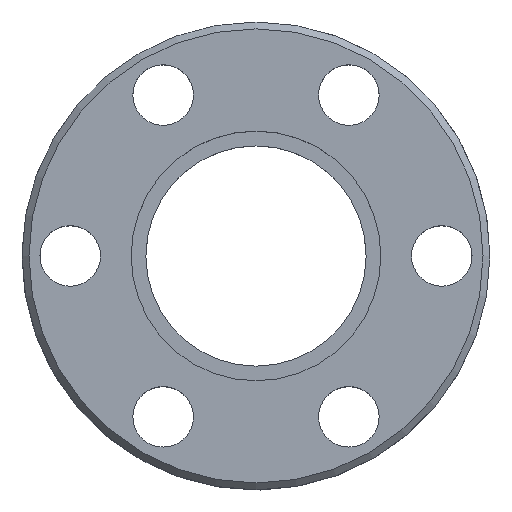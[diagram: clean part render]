
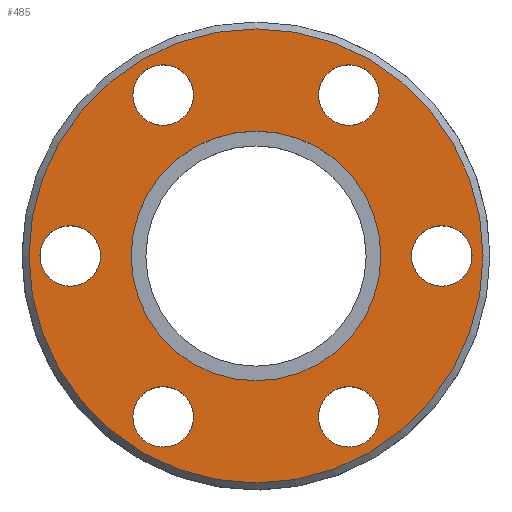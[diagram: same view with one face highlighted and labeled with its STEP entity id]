
A CAD part, top view. The second image highlights one B-rep face of the part: STEP entity #485.
In plain terms, the highlighted planar face has unit normal (0, 0, 1).
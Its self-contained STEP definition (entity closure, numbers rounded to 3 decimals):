
#20=FACE_BOUND('',#147,.T.);
#21=FACE_BOUND('',#148,.T.);
#22=FACE_BOUND('',#149,.T.);
#23=FACE_BOUND('',#150,.T.);
#24=FACE_BOUND('',#151,.T.);
#25=FACE_BOUND('',#152,.T.);
#26=FACE_BOUND('',#153,.T.);
#31=PLANE('',#572);
#115=FACE_OUTER_BOUND('',#146,.T.);
#146=EDGE_LOOP('',(#409));
#147=EDGE_LOOP('',(#410));
#148=EDGE_LOOP('',(#411));
#149=EDGE_LOOP('',(#412));
#150=EDGE_LOOP('',(#413));
#151=EDGE_LOOP('',(#414));
#152=EDGE_LOOP('',(#415));
#153=EDGE_LOOP('',(#416));
#166=CIRCLE('',#521,2.2);
#168=CIRCLE('',#524,2.2);
#170=CIRCLE('',#527,2.2);
#172=CIRCLE('',#530,2.2);
#174=CIRCLE('',#533,2.2);
#176=CIRCLE('',#536,2.2);
#189=CIRCLE('',#554,16.5);
#192=CIRCLE('',#558,9.075);
#204=VERTEX_POINT('',#738);
#206=VERTEX_POINT('',#744);
#208=VERTEX_POINT('',#750);
#210=VERTEX_POINT('',#756);
#212=VERTEX_POINT('',#762);
#214=VERTEX_POINT('',#768);
#229=VERTEX_POINT('',#833);
#231=VERTEX_POINT('',#840);
#248=EDGE_CURVE('',#204,#204,#166,.T.);
#251=EDGE_CURVE('',#206,#206,#168,.T.);
#254=EDGE_CURVE('',#208,#208,#170,.T.);
#257=EDGE_CURVE('',#210,#210,#172,.T.);
#260=EDGE_CURVE('',#212,#212,#174,.T.);
#263=EDGE_CURVE('',#214,#214,#176,.T.);
#283=EDGE_CURVE('',#229,#229,#189,.T.);
#287=EDGE_CURVE('',#231,#231,#192,.T.);
#409=ORIENTED_EDGE('',*,*,#283,.T.);
#410=ORIENTED_EDGE('',*,*,#287,.T.);
#411=ORIENTED_EDGE('',*,*,#248,.F.);
#412=ORIENTED_EDGE('',*,*,#251,.F.);
#413=ORIENTED_EDGE('',*,*,#254,.F.);
#414=ORIENTED_EDGE('',*,*,#257,.F.);
#415=ORIENTED_EDGE('',*,*,#260,.F.);
#416=ORIENTED_EDGE('',*,*,#263,.F.);
#485=ADVANCED_FACE('',(#115,#20,#21,#22,#23,#24,#25,#26),#31,.T.);
#521=AXIS2_PLACEMENT_3D('',#739,#594,#595);
#524=AXIS2_PLACEMENT_3D('',#745,#601,#602);
#527=AXIS2_PLACEMENT_3D('',#751,#608,#609);
#530=AXIS2_PLACEMENT_3D('',#757,#615,#616);
#533=AXIS2_PLACEMENT_3D('',#763,#622,#623);
#536=AXIS2_PLACEMENT_3D('',#769,#629,#630);
#554=AXIS2_PLACEMENT_3D('',#835,#670,#671);
#558=AXIS2_PLACEMENT_3D('',#842,#679,#680);
#572=AXIS2_PLACEMENT_3D('',#902,#714,#715);
#594=DIRECTION('center_axis',(0.,0.,1.));
#595=DIRECTION('ref_axis',(1.,0.,0.));
#601=DIRECTION('center_axis',(0.,0.,1.));
#602=DIRECTION('ref_axis',(1.,0.,0.));
#608=DIRECTION('center_axis',(0.,0.,1.));
#609=DIRECTION('ref_axis',(1.,0.,0.));
#615=DIRECTION('center_axis',(0.,0.,1.));
#616=DIRECTION('ref_axis',(1.,0.,0.));
#622=DIRECTION('center_axis',(0.,0.,1.));
#623=DIRECTION('ref_axis',(1.,0.,0.));
#629=DIRECTION('center_axis',(0.,0.,1.));
#630=DIRECTION('ref_axis',(1.,0.,0.));
#670=DIRECTION('center_axis',(0.,0.,1.));
#671=DIRECTION('ref_axis',(1.,0.,0.));
#679=DIRECTION('center_axis',(0.,0.,-1.));
#680=DIRECTION('ref_axis',(-1.,0.,0.));
#714=DIRECTION('center_axis',(0.,0.,1.));
#715=DIRECTION('ref_axis',(1.,0.,0.));
#738=CARTESIAN_POINT('',(4.55,-11.691,7.75));
#739=CARTESIAN_POINT('Origin',(6.75,-11.691,7.75));
#744=CARTESIAN_POINT('',(-8.95,-11.691,7.75));
#745=CARTESIAN_POINT('Origin',(-6.75,-11.691,7.75));
#750=CARTESIAN_POINT('',(-15.7,0.,7.75));
#751=CARTESIAN_POINT('Origin',(-13.5,0.,7.75));
#756=CARTESIAN_POINT('',(-8.95,11.691,7.75));
#757=CARTESIAN_POINT('Origin',(-6.75,11.691,7.75));
#762=CARTESIAN_POINT('',(4.55,11.691,7.75));
#763=CARTESIAN_POINT('Origin',(6.75,11.691,7.75));
#768=CARTESIAN_POINT('',(11.3,0.,7.75));
#769=CARTESIAN_POINT('Origin',(13.5,0.,7.75));
#833=CARTESIAN_POINT('',(-16.5,0.,7.75));
#835=CARTESIAN_POINT('Origin',(0.,0.,7.75));
#840=CARTESIAN_POINT('',(9.075,0.,7.75));
#842=CARTESIAN_POINT('Origin',(0.,0.,7.75));
#902=CARTESIAN_POINT('Origin',(17.,0.,7.75));
